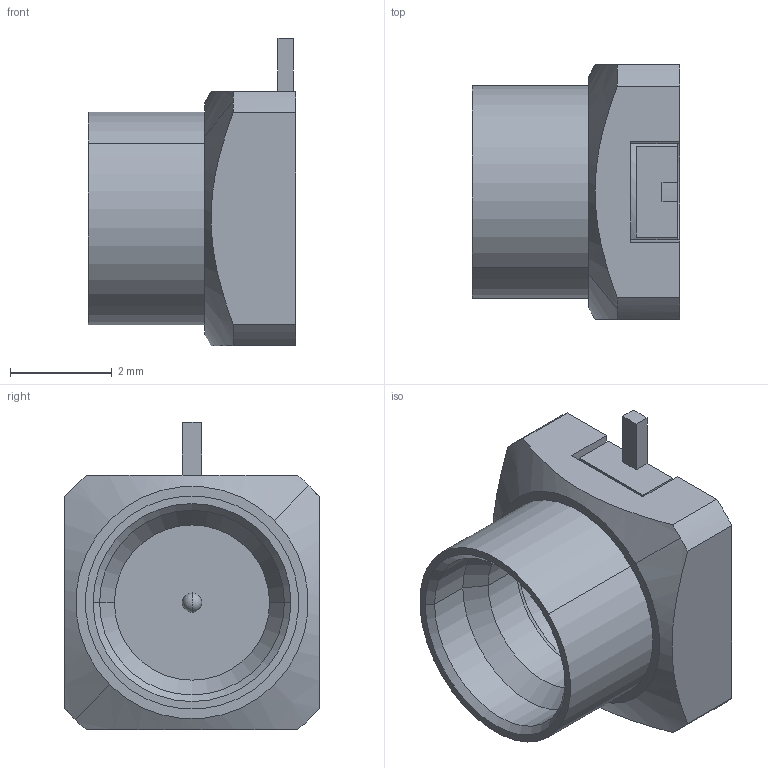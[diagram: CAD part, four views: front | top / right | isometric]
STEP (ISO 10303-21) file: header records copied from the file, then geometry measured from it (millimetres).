
FILE_DESCRIPTION((''),'2;1');
FILE_NAME('SMP-MSLD-PCS-20_SW0001','2020-04-24T',('karthik'),(''),'CREO PARAMETRIC BY PTC INC, 2018360','CREO PARAMETRIC BY PTC INC, 2018360','');
FILE_SCHEMA(('CONFIG_CONTROL_DESIGN'));
Length unit declared in the file: millimetre
Products named in the file (1): SMP-MSLD-PCS-20_SW0001
Bounding box: 4.08 x 5 x 6.04 mm (x, y, z)
Volume: 49 mm3; surface area: 141.8 mm2
Topology: 1 solids, 1 shells, 48 faces, 118 edges, 73 vertices
Faces by surface type: plane 19, cylinder 19, cone 8, sphere 2
Entity records: 1502 total; most frequent: CARTESIAN_POINT 305, DIRECTION 256, ORIENTED_EDGE 232, EDGE_CURVE 116, AXIS2_PLACEMENT_3D 96, VERTEX_POINT 73, VECTOR 64, LINE 64
